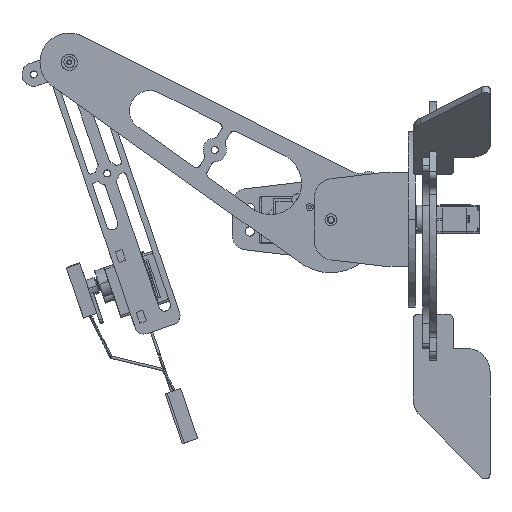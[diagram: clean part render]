
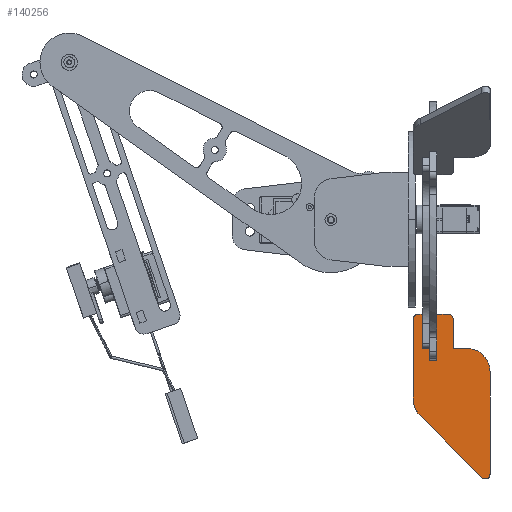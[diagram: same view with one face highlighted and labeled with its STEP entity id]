
A CAD part, left-side view. The second image highlights one B-rep face of the part: STEP entity #140256.
In plain terms, the highlighted free-form (B-spline) face has degree [1, 1] with [2, 2] control points.
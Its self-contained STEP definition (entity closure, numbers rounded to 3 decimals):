
#139902 = VERTEX_POINT('',#139903);
#139903 = CARTESIAN_POINT('',(-1.527,-19.508,
    -72.877));
#139908 = EDGE_CURVE('',#139902,#139909,#139911,.T.);
#139909 = VERTEX_POINT('',#139910);
#139910 = CARTESIAN_POINT('',(-1.527,-19.508,
    -117.225));
#139911 = B_SPLINE_CURVE_WITH_KNOTS('',1,(#139912,#139913),
  .UNSPECIFIED.,.F.,.F.,(2,2),(-48.399,-4.828),
  .PIECEWISE_BEZIER_KNOTS.);
#139912 = CARTESIAN_POINT('',(-1.527,-19.508,
    -72.877));
#139913 = CARTESIAN_POINT('',(-1.527,-19.508,
    -117.225));
#139928 = EDGE_CURVE('',#139929,#139931,#139933,.T.);
#139929 = VERTEX_POINT('',#139930);
#139930 = CARTESIAN_POINT('',(-1.527,-16.033,
    -118.664));
#139931 = VERTEX_POINT('',#139932);
#139932 = CARTESIAN_POINT('',(-1.527,10.813,
    -91.819));
#139933 = B_SPLINE_CURVE_WITH_KNOTS('',1,(#139934,#139935),
  .UNSPECIFIED.,.F.,.F.,(2,2),(-41.442,-4.142),
  .PIECEWISE_BEZIER_KNOTS.);
#139934 = CARTESIAN_POINT('',(-1.527,-16.033,
    -118.664));
#139935 = CARTESIAN_POINT('',(-1.527,10.813,
    -91.819));
#139974 = VERTEX_POINT('',#139975);
#139975 = CARTESIAN_POINT('',(-1.527,13.794,
    -84.622));
#139980 = EDGE_CURVE('',#139974,#139981,#139983,.T.);
#139981 = VERTEX_POINT('',#139982);
#139982 = CARTESIAN_POINT('',(-1.527,13.794,
    -49.995));
#139983 = B_SPLINE_CURVE_WITH_KNOTS('',1,(#139984,#139985),
  .UNSPECIFIED.,.F.,.F.,(2,2),(4.142,38.162),
  .PIECEWISE_BEZIER_KNOTS.);
#139984 = CARTESIAN_POINT('',(-1.527,13.794,
    -84.622));
#139985 = CARTESIAN_POINT('',(-1.527,13.794,
    -49.995));
#140010 = VERTEX_POINT('',#140011);
#140011 = CARTESIAN_POINT('',(-1.527,11.758,
    -47.96));
#140016 = EDGE_CURVE('',#140010,#140017,#140019,.T.);
#140017 = VERTEX_POINT('',#140018);
#140018 = CARTESIAN_POINT('',(-1.527,6.669,
    -47.96));
#140019 = B_SPLINE_CURVE_WITH_KNOTS('',1,(#140020,#140021),
  .UNSPECIFIED.,.F.,.F.,(2,2),(2.,7.),.PIECEWISE_BEZIER_KNOTS.);
#140020 = CARTESIAN_POINT('',(-1.527,11.758,
    -47.96));
#140021 = CARTESIAN_POINT('',(-1.527,6.669,
    -47.96));
#140036 = EDGE_CURVE('',#140017,#140037,#140039,.T.);
#140037 = VERTEX_POINT('',#140038);
#140038 = CARTESIAN_POINT('',(-1.527,6.669,
    -62.699));
#140039 = B_SPLINE_CURVE_WITH_KNOTS('',1,(#140040,#140041),
  .UNSPECIFIED.,.F.,.F.,(2,2),(0.,14.481),
  .PIECEWISE_BEZIER_KNOTS.);
#140040 = CARTESIAN_POINT('',(-1.527,6.669,
    -47.96));
#140041 = CARTESIAN_POINT('',(-1.527,6.669,
    -62.699));
#140064 = EDGE_CURVE('',#140037,#140065,#140067,.T.);
#140065 = VERTEX_POINT('',#140066);
#140066 = CARTESIAN_POINT('',(-1.527,3.615,
    -62.699));
#140067 = B_SPLINE_CURVE_WITH_KNOTS('',1,(#140068,#140069),
  .UNSPECIFIED.,.F.,.F.,(2,2),(0.,3.),.PIECEWISE_BEZIER_KNOTS.);
#140068 = CARTESIAN_POINT('',(-1.527,6.669,
    -62.699));
#140069 = CARTESIAN_POINT('',(-1.527,3.615,
    -62.699));
#140092 = EDGE_CURVE('',#140065,#140093,#140095,.T.);
#140093 = VERTEX_POINT('',#140094);
#140094 = CARTESIAN_POINT('',(-1.527,3.615,
    -47.96));
#140095 = B_SPLINE_CURVE_WITH_KNOTS('',1,(#140096,#140097),
  .UNSPECIFIED.,.F.,.F.,(2,2),(0.,14.481),
  .PIECEWISE_BEZIER_KNOTS.);
#140096 = CARTESIAN_POINT('',(-1.527,3.615,
    -62.699));
#140097 = CARTESIAN_POINT('',(-1.527,3.615,
    -47.96));
#140120 = EDGE_CURVE('',#140093,#140121,#140123,.T.);
#140121 = VERTEX_POINT('',#140122);
#140122 = CARTESIAN_POINT('',(-1.527,-1.474,
    -47.96));
#140123 = B_SPLINE_CURVE_WITH_KNOTS('',1,(#140124,#140125),
  .UNSPECIFIED.,.F.,.F.,(2,2),(0.,5.),.PIECEWISE_BEZIER_KNOTS.);
#140124 = CARTESIAN_POINT('',(-1.527,3.615,
    -47.96));
#140125 = CARTESIAN_POINT('',(-1.527,-1.474,
    -47.96));
#140158 = VERTEX_POINT('',#140159);
#140159 = CARTESIAN_POINT('',(-1.527,-3.509,
    -49.995));
#140164 = EDGE_CURVE('',#140158,#140165,#140167,.T.);
#140165 = VERTEX_POINT('',#140166);
#140166 = CARTESIAN_POINT('',(-1.527,-3.509,
    -62.699));
#140167 = B_SPLINE_CURVE_WITH_KNOTS('',1,(#140168,#140169),
  .UNSPECIFIED.,.F.,.F.,(2,2),(2.,14.481),
  .PIECEWISE_BEZIER_KNOTS.);
#140168 = CARTESIAN_POINT('',(-1.527,-3.509,
    -49.995));
#140169 = CARTESIAN_POINT('',(-1.527,-3.509,
    -62.699));
#140184 = EDGE_CURVE('',#140165,#140185,#140187,.T.);
#140185 = VERTEX_POINT('',#140186);
#140186 = CARTESIAN_POINT('',(-1.527,-9.329,
    -62.699));
#140187 = B_SPLINE_CURVE_WITH_KNOTS('',1,(#140188,#140189),
  .UNSPECIFIED.,.F.,.F.,(2,2),(0.,5.718),
  .PIECEWISE_BEZIER_KNOTS.);
#140188 = CARTESIAN_POINT('',(-1.527,-3.509,
    -62.699));
#140189 = CARTESIAN_POINT('',(-1.527,-9.329,
    -62.699));
#140256 = ADVANCED_FACE('',(#140257),#140299,.F.);
#140257 = FACE_BOUND('',#140258,.T.);
#140258 = EDGE_LOOP('',(#140259,#140260,#140266,#140267,#140268,#140274,
    #140275,#140276,#140277,#140278,#140279,#140285,#140286,#140292,
    #140293));
#140259 = ORIENTED_EDGE('',*,*,#139908,.F.);
#140260 = ORIENTED_EDGE('',*,*,#140261,.T.);
#140261 = EDGE_CURVE('',#139902,#140185,#140262,.T.);
#140262 = ( BOUNDED_CURVE() B_SPLINE_CURVE(2,(#140263,#140264,#140265),
.UNSPECIFIED.,.F.,.F.) B_SPLINE_CURVE_WITH_KNOTS((3,3),(1.571,
3.142),.PIECEWISE_BEZIER_KNOTS.) CURVE() 
GEOMETRIC_REPRESENTATION_ITEM() RATIONAL_B_SPLINE_CURVE((1.,
0.707,1.)) REPRESENTATION_ITEM('') );
#140263 = CARTESIAN_POINT('',(-1.527,-19.508,
    -72.877));
#140264 = CARTESIAN_POINT('',(-1.527,-19.508,
    -62.699));
#140265 = CARTESIAN_POINT('',(-1.527,-9.329,
    -62.699));
#140266 = ORIENTED_EDGE('',*,*,#140184,.F.);
#140267 = ORIENTED_EDGE('',*,*,#140164,.F.);
#140268 = ORIENTED_EDGE('',*,*,#140269,.T.);
#140269 = EDGE_CURVE('',#140158,#140121,#140270,.T.);
#140270 = ( BOUNDED_CURVE() B_SPLINE_CURVE(2,(#140271,#140272,#140273),
.UNSPECIFIED.,.F.,.F.) B_SPLINE_CURVE_WITH_KNOTS((3,3),(1.571,
3.142),.PIECEWISE_BEZIER_KNOTS.) CURVE() 
GEOMETRIC_REPRESENTATION_ITEM() RATIONAL_B_SPLINE_CURVE((1.,
0.707,1.)) REPRESENTATION_ITEM('') );
#140271 = CARTESIAN_POINT('',(-1.527,-3.509,
    -49.995));
#140272 = CARTESIAN_POINT('',(-1.527,-3.509,
    -47.96));
#140273 = CARTESIAN_POINT('',(-1.527,-1.474,
    -47.96));
#140274 = ORIENTED_EDGE('',*,*,#140120,.F.);
#140275 = ORIENTED_EDGE('',*,*,#140092,.F.);
#140276 = ORIENTED_EDGE('',*,*,#140064,.F.);
#140277 = ORIENTED_EDGE('',*,*,#140036,.F.);
#140278 = ORIENTED_EDGE('',*,*,#140016,.F.);
#140279 = ORIENTED_EDGE('',*,*,#140280,.T.);
#140280 = EDGE_CURVE('',#140010,#139981,#140281,.T.);
#140281 = ( BOUNDED_CURVE() B_SPLINE_CURVE(2,(#140282,#140283,#140284),
.UNSPECIFIED.,.F.,.F.) B_SPLINE_CURVE_WITH_KNOTS((3,3),(3.142,
4.712),.PIECEWISE_BEZIER_KNOTS.) CURVE() 
GEOMETRIC_REPRESENTATION_ITEM() RATIONAL_B_SPLINE_CURVE((1.,
0.707,1.)) REPRESENTATION_ITEM('') );
#140282 = CARTESIAN_POINT('',(-1.527,11.758,
    -47.96));
#140283 = CARTESIAN_POINT('',(-1.527,13.794,
    -47.96));
#140284 = CARTESIAN_POINT('',(-1.527,13.794,
    -49.995));
#140285 = ORIENTED_EDGE('',*,*,#139980,.F.);
#140286 = ORIENTED_EDGE('',*,*,#140287,.T.);
#140287 = EDGE_CURVE('',#139974,#139931,#140288,.T.);
#140288 = ( BOUNDED_CURVE() B_SPLINE_CURVE(2,(#140289,#140290,#140291),
.UNSPECIFIED.,.F.,.F.) B_SPLINE_CURVE_WITH_KNOTS((3,3),(4.712,
5.498),.PIECEWISE_BEZIER_KNOTS.) CURVE() 
GEOMETRIC_REPRESENTATION_ITEM() RATIONAL_B_SPLINE_CURVE((1.,
0.924,1.)) REPRESENTATION_ITEM('') );
#140289 = CARTESIAN_POINT('',(-1.527,13.794,
    -84.622));
#140290 = CARTESIAN_POINT('',(-1.527,13.794,
    -88.838));
#140291 = CARTESIAN_POINT('',(-1.527,10.813,
    -91.819));
#140292 = ORIENTED_EDGE('',*,*,#139928,.F.);
#140293 = ORIENTED_EDGE('',*,*,#140294,.T.);
#140294 = EDGE_CURVE('',#139929,#139909,#140295,.T.);
#140295 = ( BOUNDED_CURVE() B_SPLINE_CURVE(2,(#140296,#140297,#140298),
.UNSPECIFIED.,.F.,.F.) B_SPLINE_CURVE_WITH_KNOTS((3,3),(5.498,
7.854),.PIECEWISE_BEZIER_KNOTS.) CURVE() 
GEOMETRIC_REPRESENTATION_ITEM() RATIONAL_B_SPLINE_CURVE((1.,
0.383,1.)) REPRESENTATION_ITEM('') );
#140296 = CARTESIAN_POINT('',(-1.527,-16.033,
    -118.664));
#140297 = CARTESIAN_POINT('',(-1.527,-19.508,
    -122.139));
#140298 = CARTESIAN_POINT('',(-1.527,-19.508,
    -117.225));
#140299 = B_SPLINE_SURFACE_WITH_KNOTS('',1,1,(
    (#140300,#140301)
    ,(#140302,#140303
    )),.UNSPECIFIED.,.F.,.F.,.F.,(2,2),(2,2),(47.12,
    117.172),(-20.,12.718),.PIECEWISE_BEZIER_KNOTS.);
#140300 = CARTESIAN_POINT('',(-1.527,-19.508,
    -47.96));
#140301 = CARTESIAN_POINT('',(-1.527,13.794,
    -47.96));
#140302 = CARTESIAN_POINT('',(-1.527,-19.508,
    -119.26));
#140303 = CARTESIAN_POINT('',(-1.527,13.794,
    -119.26));
